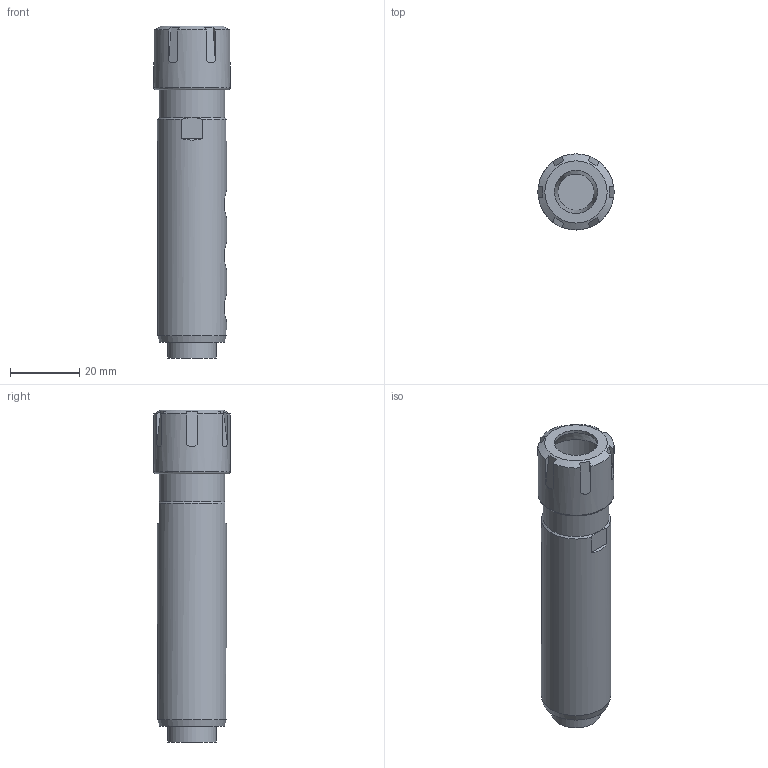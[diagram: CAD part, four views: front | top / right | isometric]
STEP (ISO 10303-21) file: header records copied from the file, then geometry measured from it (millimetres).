
FILE_DESCRIPTION(/* description */ (''),/* implementation_level */ '2;1');
FILE_NAME(/* name */ 'W9991140_stp.stp',/* time_stamp */ '2015-04-22T07:40:03+02:00',/* author */ (''),/* organization */ (''),/* preprocessor_version */ 'ST-DEVELOPER v15',/* originating_system */ 'SIEMENS PLM Software NX 9.0',/* authorisation */ '');
FILE_SCHEMA (('AUTOMOTIVE_DESIGN { 1 0 10303 214 3 1 1 1 }'));
Length unit declared in the file: millimetre
Products named in the file (1): _
Bounding box: 22 x 22 x 96 mm (x, y, z)
Volume: 24254.2 mm3; surface area: 8551.3 mm2
Topology: 1 solids, 1 shells, 49 faces, 116 edges, 77 vertices
Faces by surface type: plane 32, cone 9, cylinder 7, torus 1
Full cylindrical faces by diameter (mm): 10.5 x1, 12.5 x1, 14 x1, 18 x1, 19 x1, 20 x1, 22 x1
Entity records: 1499 total; most frequent: CARTESIAN_POINT 464, DIRECTION 204, ORIENTED_EDGE 184, EDGE_CURVE 92, AXIS2_PLACEMENT_3D 87, EDGE_LOOP 72, VERTEX_POINT 68, ADVANCED_FACE 49
